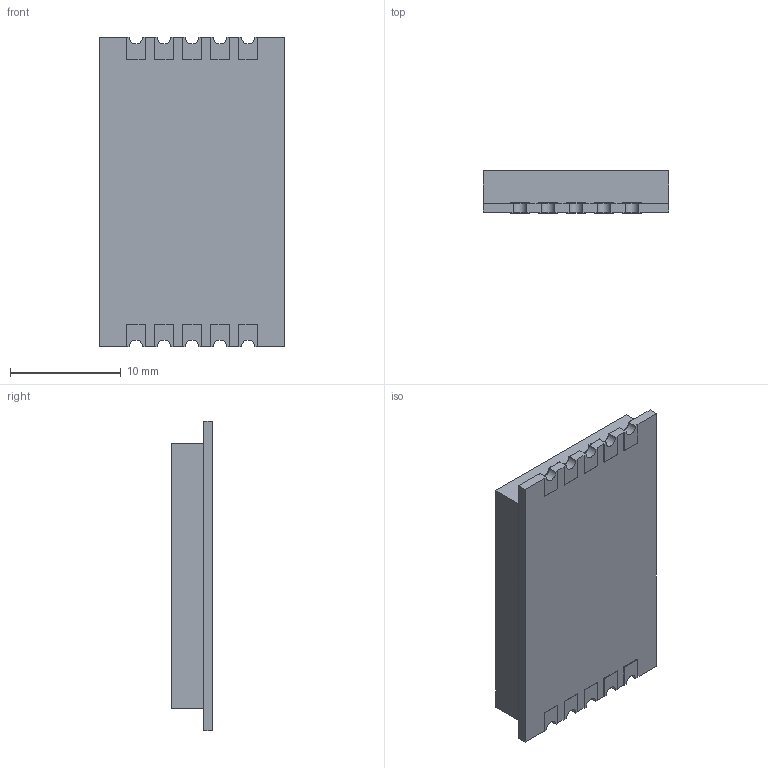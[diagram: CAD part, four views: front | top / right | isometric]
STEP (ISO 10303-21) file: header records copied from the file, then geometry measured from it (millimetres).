
FILE_DESCRIPTION (( 'STEP AP214' ), '1' );
FILE_NAME ('ACSX08-51.STEP', '2008-09-02T17:14:17', ( '' ), ( '' ), 'SwSTEP 2.0', 'SolidWorks 2008', '' );
FILE_SCHEMA (( 'AUTOMOTIVE_DESIGN' ));
Length unit declared in the file: millimetre
Products named in the file (1): ACSX08-51
Bounding box: 16.8 x 3.8 x 28 mm (x, y, z)
Volume: 1558.7 mm3; surface area: 2126 mm2
Topology: 12 solids, 12 shells, 497 faces, 1311 edges, 874 vertices
Faces by surface type: plane 349, bspline 116, cylinder 32
Entity records: 26254 total; most frequent: CARTESIAN_POINT 9071, ORIENTED_EDGE 2622, DIRECTION 1907, EDGE_CURVE 1311, VECTOR 1015, LINE 1015, VERTEX_POINT 874, EDGE_LOOP 533
